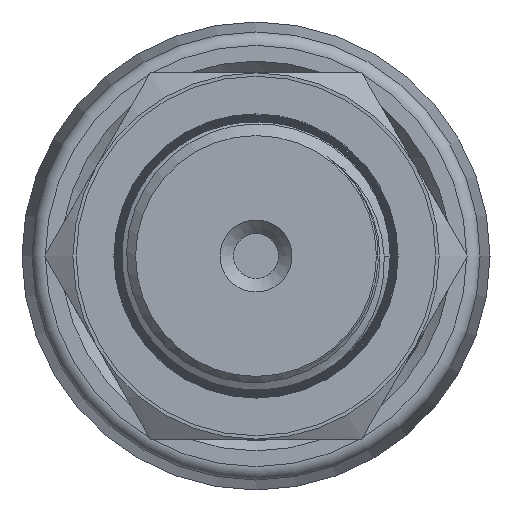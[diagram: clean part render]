
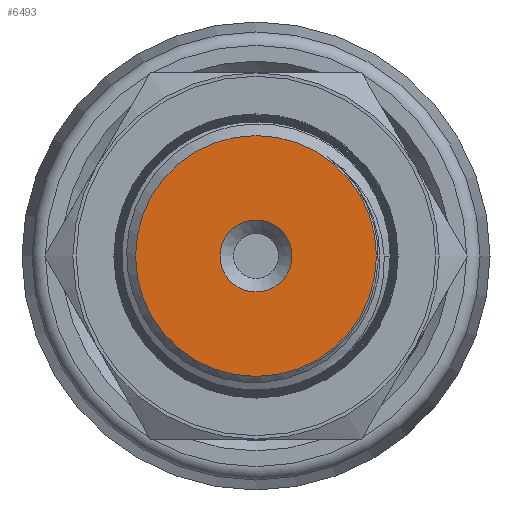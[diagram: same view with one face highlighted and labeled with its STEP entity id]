
A CAD part, left-side view. The second image highlights one B-rep face of the part: STEP entity #6493.
In plain terms, the highlighted planar face has unit normal (-1, 0, 0).
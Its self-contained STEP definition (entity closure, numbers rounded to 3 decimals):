
#348=PLANE('',#6725);
#381=FACE_BOUND('',#1165,.T.);
#770=FACE_OUTER_BOUND('',#1164,.T.);
#1164=EDGE_LOOP('',(#5932));
#1165=EDGE_LOOP('',(#5933));
#1244=CIRCLE('',#6679,8.878);
#1262=CIRCLE('',#6724,2.65);
#3069=VERTEX_POINT('',#18088);
#3101=VERTEX_POINT('',#19378);
#3997=EDGE_CURVE('',#3069,#3069,#1244,.T.);
#4057=EDGE_CURVE('',#3101,#3101,#1262,.T.);
#5932=ORIENTED_EDGE('',*,*,#3997,.T.);
#5933=ORIENTED_EDGE('',*,*,#4057,.T.);
#6493=ADVANCED_FACE('',(#770,#381),#348,.T.);
#6679=AXIS2_PLACEMENT_3D('',#18089,#7298,#7299);
#6724=AXIS2_PLACEMENT_3D('',#19380,#7399,#7400);
#6725=AXIS2_PLACEMENT_3D('',#19381,#7401,#7402);
#7298=DIRECTION('center_axis',(-1.,0.,0.));
#7299=DIRECTION('ref_axis',(0.,1.,0.));
#7399=DIRECTION('center_axis',(1.,0.,0.));
#7400=DIRECTION('ref_axis',(0.,0.,-1.));
#7401=DIRECTION('center_axis',(-1.,0.,0.));
#7402=DIRECTION('ref_axis',(0.,0.,1.));
#18088=CARTESIAN_POINT('',(-68.,-8.878,0.));
#18089=CARTESIAN_POINT('Origin',(-68.,0.,0.));
#19378=CARTESIAN_POINT('',(-68.,-2.65,0.));
#19380=CARTESIAN_POINT('Origin',(-68.,0.,0.));
#19381=CARTESIAN_POINT('Origin',(-68.,9.853,0.));
